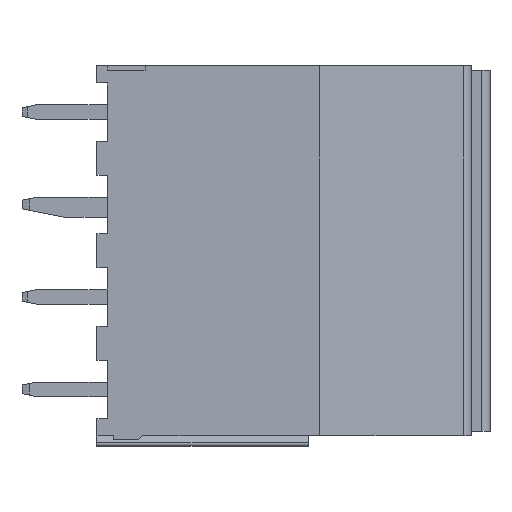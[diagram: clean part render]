
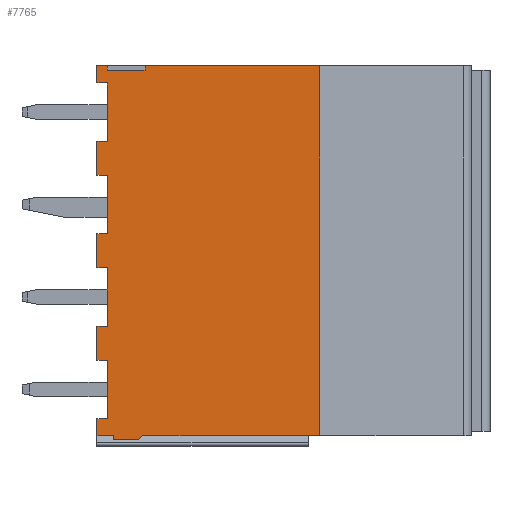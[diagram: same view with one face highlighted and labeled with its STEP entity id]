
A CAD part, left-side view. The second image highlights one B-rep face of the part: STEP entity #7765.
In plain terms, the highlighted planar face has unit normal (-1, 0, 0).
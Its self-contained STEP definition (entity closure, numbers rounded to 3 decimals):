
#188=PLANE('',#8134);
#482=LINE('',#10254,#1214);
#489=LINE('',#10269,#1221);
#493=LINE('',#10277,#1225);
#525=LINE('',#10353,#1257);
#530=LINE('',#10363,#1262);
#531=LINE('',#10365,#1263);
#535=LINE('',#10372,#1267);
#632=LINE('',#10586,#1364);
#643=LINE('',#10606,#1375);
#698=LINE('',#10727,#1430);
#709=LINE('',#10747,#1441);
#782=LINE('',#10908,#1514);
#791=LINE('',#10924,#1523);
#792=LINE('',#10926,#1524);
#793=LINE('',#10928,#1525);
#794=LINE('',#10930,#1526);
#795=LINE('',#10932,#1527);
#796=LINE('',#10934,#1528);
#797=LINE('',#10936,#1529);
#798=LINE('',#10938,#1530);
#799=LINE('',#10940,#1531);
#800=LINE('',#10942,#1532);
#801=LINE('',#10943,#1533);
#802=LINE('',#10945,#1534);
#803=LINE('',#10946,#1535);
#804=LINE('',#10948,#1536);
#805=LINE('',#10949,#1537);
#806=LINE('',#10951,#1538);
#1214=VECTOR('',#8687,1000.);
#1221=VECTOR('',#8698,1000.);
#1225=VECTOR('',#8702,1000.);
#1257=VECTOR('',#8774,1000.);
#1262=VECTOR('',#8781,1000.);
#1263=VECTOR('',#8784,1000.);
#1267=VECTOR('',#8790,1000.);
#1364=VECTOR('',#8967,1000.);
#1375=VECTOR('',#8986,1000.);
#1430=VECTOR('',#9081,1000.);
#1441=VECTOR('',#9100,1000.);
#1514=VECTOR('',#9233,1000.);
#1523=VECTOR('',#9250,1000.);
#1524=VECTOR('',#9251,1000.);
#1525=VECTOR('',#9252,1000.);
#1526=VECTOR('',#9253,1000.);
#1527=VECTOR('',#9254,1000.);
#1528=VECTOR('',#9255,1000.);
#1529=VECTOR('',#9256,1000.);
#1530=VECTOR('',#9257,1000.);
#1531=VECTOR('',#9258,1000.);
#1532=VECTOR('',#9259,1000.);
#1533=VECTOR('',#9260,1000.);
#1534=VECTOR('',#9261,1000.);
#1535=VECTOR('',#9262,1000.);
#1536=VECTOR('',#9263,1000.);
#1537=VECTOR('',#9264,1000.);
#1538=VECTOR('',#9265,1000.);
#2610=ORIENTED_EDGE('',*,*,#3864,.T.);
#2611=ORIENTED_EDGE('',*,*,#3944,.T.);
#2612=ORIENTED_EDGE('',*,*,#3953,.T.);
#2613=ORIENTED_EDGE('',*,*,#3954,.F.);
#2614=ORIENTED_EDGE('',*,*,#3955,.T.);
#2615=ORIENTED_EDGE('',*,*,#3956,.T.);
#2616=ORIENTED_EDGE('',*,*,#3957,.F.);
#2617=ORIENTED_EDGE('',*,*,#3958,.F.);
#2618=ORIENTED_EDGE('',*,*,#3959,.F.);
#2619=ORIENTED_EDGE('',*,*,#3960,.T.);
#2620=ORIENTED_EDGE('',*,*,#3961,.F.);
#2621=ORIENTED_EDGE('',*,*,#3962,.T.);
#2622=ORIENTED_EDGE('',*,*,#3629,.T.);
#2623=ORIENTED_EDGE('',*,*,#3673,.T.);
#2624=ORIENTED_EDGE('',*,*,#3674,.F.);
#2625=ORIENTED_EDGE('',*,*,#3678,.T.);
#2626=ORIENTED_EDGE('',*,*,#3625,.T.);
#2627=ORIENTED_EDGE('',*,*,#3618,.T.);
#2628=ORIENTED_EDGE('',*,*,#3963,.T.);
#2629=ORIENTED_EDGE('',*,*,#3964,.F.);
#2630=ORIENTED_EDGE('',*,*,#3668,.T.);
#2631=ORIENTED_EDGE('',*,*,#3783,.T.);
#2632=ORIENTED_EDGE('',*,*,#3965,.T.);
#2633=ORIENTED_EDGE('',*,*,#3966,.F.);
#2634=ORIENTED_EDGE('',*,*,#3794,.T.);
#2635=ORIENTED_EDGE('',*,*,#3853,.T.);
#2636=ORIENTED_EDGE('',*,*,#3967,.T.);
#2637=ORIENTED_EDGE('',*,*,#3968,.F.);
#3618=EDGE_CURVE('',#4371,#4393,#482,.T.);
#3625=EDGE_CURVE('',#4400,#4371,#489,.T.);
#3629=EDGE_CURVE('',#4404,#4403,#493,.T.);
#3668=EDGE_CURVE('',#4428,#4426,#525,.T.);
#3673=EDGE_CURVE('',#4403,#4431,#530,.T.);
#3674=EDGE_CURVE('',#4432,#4431,#531,.T.);
#3678=EDGE_CURVE('',#4432,#4400,#535,.T.);
#3783=EDGE_CURVE('',#4426,#4510,#632,.T.);
#3794=EDGE_CURVE('',#4516,#4514,#643,.T.);
#3853=EDGE_CURVE('',#4514,#4561,#698,.T.);
#3864=EDGE_CURVE('',#4567,#4565,#709,.T.);
#3944=EDGE_CURVE('',#4565,#4624,#782,.T.);
#3953=EDGE_CURVE('',#4624,#4628,#791,.T.);
#3954=EDGE_CURVE('',#4629,#4628,#792,.T.);
#3955=EDGE_CURVE('',#4629,#4630,#793,.T.);
#3956=EDGE_CURVE('',#4630,#4631,#794,.T.);
#3957=EDGE_CURVE('',#4632,#4631,#795,.T.);
#3958=EDGE_CURVE('',#4633,#4632,#796,.T.);
#3959=EDGE_CURVE('',#4634,#4633,#797,.T.);
#3960=EDGE_CURVE('',#4634,#4635,#798,.T.);
#3961=EDGE_CURVE('',#4636,#4635,#799,.T.);
#3962=EDGE_CURVE('',#4636,#4404,#800,.T.);
#3963=EDGE_CURVE('',#4393,#4637,#801,.T.);
#3964=EDGE_CURVE('',#4428,#4637,#802,.T.);
#3965=EDGE_CURVE('',#4510,#4638,#803,.T.);
#3966=EDGE_CURVE('',#4516,#4638,#804,.T.);
#3967=EDGE_CURVE('',#4561,#4639,#805,.T.);
#3968=EDGE_CURVE('',#4567,#4639,#806,.T.);
#4371=VERTEX_POINT('',#10210);
#4393=VERTEX_POINT('',#10253);
#4400=VERTEX_POINT('',#10270);
#4403=VERTEX_POINT('',#10276);
#4404=VERTEX_POINT('',#10278);
#4426=VERTEX_POINT('',#10351);
#4428=VERTEX_POINT('',#10354);
#4431=VERTEX_POINT('',#10362);
#4432=VERTEX_POINT('',#10366);
#4510=VERTEX_POINT('',#10585);
#4514=VERTEX_POINT('',#10604);
#4516=VERTEX_POINT('',#10607);
#4561=VERTEX_POINT('',#10726);
#4565=VERTEX_POINT('',#10745);
#4567=VERTEX_POINT('',#10748);
#4624=VERTEX_POINT('',#10907);
#4628=VERTEX_POINT('',#10925);
#4629=VERTEX_POINT('',#10927);
#4630=VERTEX_POINT('',#10929);
#4631=VERTEX_POINT('',#10931);
#4632=VERTEX_POINT('',#10933);
#4633=VERTEX_POINT('',#10935);
#4634=VERTEX_POINT('',#10937);
#4635=VERTEX_POINT('',#10939);
#4636=VERTEX_POINT('',#10941);
#4637=VERTEX_POINT('',#10944);
#4638=VERTEX_POINT('',#10947);
#4639=VERTEX_POINT('',#10950);
#5007=EDGE_LOOP('',(#2610,#2611,#2612,#2613,#2614,#2615,#2616,#2617,#2618,
#2619,#2620,#2621,#2622,#2623,#2624,#2625,#2626,#2627,#2628,#2629,#2630,
#2631,#2632,#2633,#2634,#2635,#2636,#2637));
#5330=FACE_BOUND('',#5007,.T.);
#7765=ADVANCED_FACE('',(#5330),#188,.T.);
#8134=AXIS2_PLACEMENT_3D('',#10923,#9248,#9249);
#8687=DIRECTION('',(0.,0.,-1.));
#8698=DIRECTION('',(0.,1.,0.));
#8702=DIRECTION('',(0.,1.,0.));
#8774=DIRECTION('',(0.,1.,0.));
#8781=DIRECTION('',(0.,0.,-1.));
#8784=DIRECTION('',(0.,-1.,0.));
#8790=DIRECTION('',(0.,0.,1.));
#8967=DIRECTION('',(0.,0.,-1.));
#8986=DIRECTION('',(0.,1.,0.));
#9081=DIRECTION('',(0.,0.,-1.));
#9100=DIRECTION('',(0.,1.,0.));
#9233=DIRECTION('',(0.,0.,-1.));
#9248=DIRECTION('',(-1.,0.,0.));
#9249=DIRECTION('',(0.,0.,1.));
#9250=DIRECTION('',(0.,-1.,0.));
#9251=DIRECTION('',(0.,0.,1.));
#9252=DIRECTION('',(0.,1.,0.));
#9253=DIRECTION('',(0.,0.,-1.));
#9254=DIRECTION('',(0.,1.,0.));
#9255=DIRECTION('',(0.,0.,1.));
#9256=DIRECTION('',(0.,1.,0.));
#9257=DIRECTION('',(0.,-0.713,0.701));
#9258=DIRECTION('',(0.,1.,0.));
#9259=DIRECTION('',(0.,0.,1.));
#9260=DIRECTION('',(0.,-1.,0.));
#9261=DIRECTION('',(0.,0.,1.));
#9262=DIRECTION('',(0.,-1.,0.));
#9263=DIRECTION('',(0.,0.,1.));
#9264=DIRECTION('',(0.,-1.,0.));
#9265=DIRECTION('',(0.,0.,1.));
#10210=CARTESIAN_POINT('',(-8.,13.65,28.575));
#10253=CARTESIAN_POINT('',(-8.,13.65,27.395));
#10254=CARTESIAN_POINT('',(-8.,13.65,28.575));
#10269=CARTESIAN_POINT('',(-8.,-13.65,28.575));
#10270=CARTESIAN_POINT('',(-8.,12.95,28.575));
#10276=CARTESIAN_POINT('',(-8.,10.35,28.575));
#10277=CARTESIAN_POINT('',(-8.,-13.65,28.575));
#10278=CARTESIAN_POINT('',(-8.,-1.65,28.575));
#10351=CARTESIAN_POINT('',(-8.,13.65,23.385));
#10353=CARTESIAN_POINT('',(-8.,-13.65,23.385));
#10354=CARTESIAN_POINT('',(-8.,12.95,23.385));
#10362=CARTESIAN_POINT('',(-8.,10.35,28.275));
#10363=CARTESIAN_POINT('',(-8.,10.35,28.575));
#10365=CARTESIAN_POINT('',(-8.,-13.65,28.275));
#10366=CARTESIAN_POINT('',(-8.,12.95,28.275));
#10372=CARTESIAN_POINT('',(-8.,12.95,28.575));
#10585=CARTESIAN_POINT('',(-8.,13.65,21.045));
#10586=CARTESIAN_POINT('',(-8.,13.65,22.225));
#10604=CARTESIAN_POINT('',(-8.,13.65,17.035));
#10606=CARTESIAN_POINT('',(-8.,-13.65,17.035));
#10607=CARTESIAN_POINT('',(-8.,12.95,17.035));
#10726=CARTESIAN_POINT('',(-8.,13.65,14.695));
#10727=CARTESIAN_POINT('',(-8.,13.65,15.875));
#10745=CARTESIAN_POINT('',(-8.,13.65,10.685));
#10747=CARTESIAN_POINT('',(-8.,-13.65,10.685));
#10748=CARTESIAN_POINT('',(-8.,12.95,10.685));
#10907=CARTESIAN_POINT('',(-8.,13.65,8.345));
#10908=CARTESIAN_POINT('',(-8.,13.65,9.525));
#10923=CARTESIAN_POINT('',(-8.,-13.65,9.525));
#10924=CARTESIAN_POINT('',(-8.,-13.65,8.345));
#10925=CARTESIAN_POINT('',(-8.,12.95,8.345));
#10926=CARTESIAN_POINT('',(-8.,12.95,9.525));
#10927=CARTESIAN_POINT('',(-8.,12.95,4.335));
#10928=CARTESIAN_POINT('',(-8.,-13.65,4.335));
#10929=CARTESIAN_POINT('',(-8.,13.65,4.335));
#10930=CARTESIAN_POINT('',(-8.,13.65,9.525));
#10931=CARTESIAN_POINT('',(-8.,13.65,3.175));
#10932=CARTESIAN_POINT('',(-8.,-13.65,3.175));
#10933=CARTESIAN_POINT('',(-8.,12.5,3.175));
#10934=CARTESIAN_POINT('',(-8.,12.5,2.9));
#10935=CARTESIAN_POINT('',(-8.,12.5,2.9));
#10936=CARTESIAN_POINT('',(-8.,12.5,2.9));
#10937=CARTESIAN_POINT('',(-8.,10.78,2.9));
#10938=CARTESIAN_POINT('',(-8.,10.5,3.175));
#10939=CARTESIAN_POINT('',(-8.,10.5,3.175));
#10940=CARTESIAN_POINT('',(-8.,-13.65,3.175));
#10941=CARTESIAN_POINT('',(-8.,-1.65,3.175));
#10942=CARTESIAN_POINT('',(-8.,-1.65,0.525));
#10943=CARTESIAN_POINT('',(-8.,-13.65,27.395));
#10944=CARTESIAN_POINT('',(-8.,12.95,27.395));
#10945=CARTESIAN_POINT('',(-8.,12.95,28.575));
#10946=CARTESIAN_POINT('',(-8.,-13.65,21.045));
#10947=CARTESIAN_POINT('',(-8.,12.95,21.045));
#10948=CARTESIAN_POINT('',(-8.,12.95,22.225));
#10949=CARTESIAN_POINT('',(-8.,-13.65,14.695));
#10950=CARTESIAN_POINT('',(-8.,12.95,14.695));
#10951=CARTESIAN_POINT('',(-8.,12.95,15.875));
